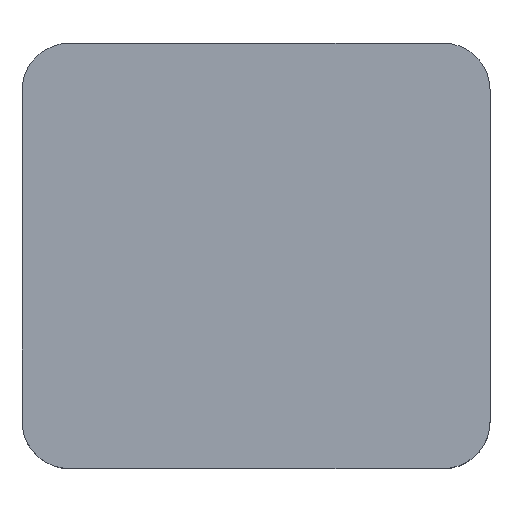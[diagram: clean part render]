
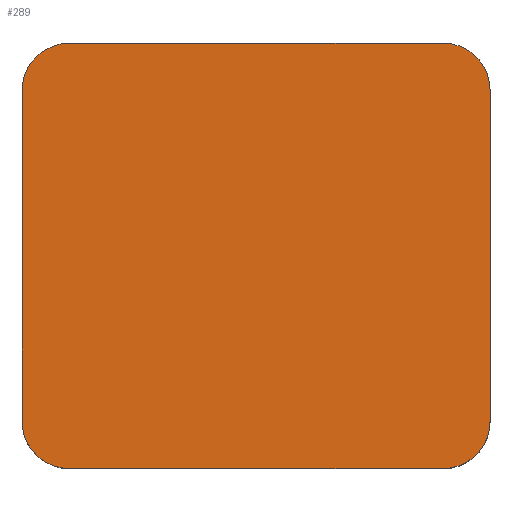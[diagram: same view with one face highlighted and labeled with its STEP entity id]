
A CAD part, top view. The second image highlights one B-rep face of the part: STEP entity #289.
In plain terms, the highlighted planar face has unit normal (0, 0, 1).
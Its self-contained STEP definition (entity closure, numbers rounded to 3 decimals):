
#24 = VERTEX_POINT('',#25);
#25 = CARTESIAN_POINT('',(6.7,0.,20.));
#31 = EDGE_CURVE('',#24,#32,#34,.T.);
#32 = VERTEX_POINT('',#33);
#33 = CARTESIAN_POINT('',(59.4,0.,20.));
#34 = LINE('',#35,#36);
#35 = CARTESIAN_POINT('',(6.7,0.,20.));
#36 = VECTOR('',#37,1.);
#37 = DIRECTION('',(1.,0.,0.));
#62 = EDGE_CURVE('',#32,#63,#65,.T.);
#63 = VERTEX_POINT('',#64);
#64 = CARTESIAN_POINT('',(66.,6.6,20.));
#65 = CIRCLE('',#66,6.6);
#66 = AXIS2_PLACEMENT_3D('',#67,#68,#69);
#67 = CARTESIAN_POINT('',(59.4,6.6,20.));
#68 = DIRECTION('',(0.,0.,1.));
#69 = DIRECTION('',(1.,0.,0.));
#95 = EDGE_CURVE('',#63,#96,#98,.T.);
#96 = VERTEX_POINT('',#97);
#97 = CARTESIAN_POINT('',(66.,53.4,20.));
#98 = LINE('',#99,#100);
#99 = CARTESIAN_POINT('',(66.,6.6,20.));
#100 = VECTOR('',#101,1.);
#101 = DIRECTION('',(0.,1.,0.));
#126 = EDGE_CURVE('',#96,#127,#129,.T.);
#127 = VERTEX_POINT('',#128);
#128 = CARTESIAN_POINT('',(59.4,60.,20.));
#129 = CIRCLE('',#130,6.6);
#130 = AXIS2_PLACEMENT_3D('',#131,#132,#133);
#131 = CARTESIAN_POINT('',(59.4,53.4,20.));
#132 = DIRECTION('',(0.,0.,1.));
#133 = DIRECTION('',(1.,0.,0.));
#159 = EDGE_CURVE('',#127,#160,#162,.T.);
#160 = VERTEX_POINT('',#161);
#161 = CARTESIAN_POINT('',(6.7,60.,20.));
#162 = LINE('',#163,#164);
#163 = CARTESIAN_POINT('',(59.4,60.,20.));
#164 = VECTOR('',#165,1.);
#165 = DIRECTION('',(-1.,0.,0.));
#190 = EDGE_CURVE('',#160,#191,#193,.T.);
#191 = VERTEX_POINT('',#192);
#192 = CARTESIAN_POINT('',(0.,53.3,20.));
#193 = CIRCLE('',#194,6.7);
#194 = AXIS2_PLACEMENT_3D('',#195,#196,#197);
#195 = CARTESIAN_POINT('',(6.7,53.3,20.));
#196 = DIRECTION('',(0.,0.,1.));
#197 = DIRECTION('',(1.,0.,0.));
#223 = EDGE_CURVE('',#191,#224,#226,.T.);
#224 = VERTEX_POINT('',#225);
#225 = CARTESIAN_POINT('',(0.,6.7,20.));
#226 = LINE('',#227,#228);
#227 = CARTESIAN_POINT('',(0.,53.3,20.));
#228 = VECTOR('',#229,1.);
#229 = DIRECTION('',(0.,-1.,0.));
#254 = EDGE_CURVE('',#224,#24,#255,.T.);
#255 = CIRCLE('',#256,6.7);
#256 = AXIS2_PLACEMENT_3D('',#257,#258,#259);
#257 = CARTESIAN_POINT('',(6.7,6.7,20.));
#258 = DIRECTION('',(0.,0.,1.));
#259 = DIRECTION('',(1.,0.,0.));
#289 = ADVANCED_FACE('',(#290),#300,.T.);
#290 = FACE_BOUND('',#291,.T.);
#291 = EDGE_LOOP('',(#292,#293,#294,#295,#296,#297,#298,#299));
#292 = ORIENTED_EDGE('',*,*,#31,.T.);
#293 = ORIENTED_EDGE('',*,*,#62,.T.);
#294 = ORIENTED_EDGE('',*,*,#95,.T.);
#295 = ORIENTED_EDGE('',*,*,#126,.T.);
#296 = ORIENTED_EDGE('',*,*,#159,.T.);
#297 = ORIENTED_EDGE('',*,*,#190,.T.);
#298 = ORIENTED_EDGE('',*,*,#223,.T.);
#299 = ORIENTED_EDGE('',*,*,#254,.T.);
#300 = PLANE('',#301);
#301 = AXIS2_PLACEMENT_3D('',#302,#303,#304);
#302 = CARTESIAN_POINT('',(33.013,30.,20.));
#303 = DIRECTION('',(0.,0.,1.));
#304 = DIRECTION('',(1.,0.,-0.));
